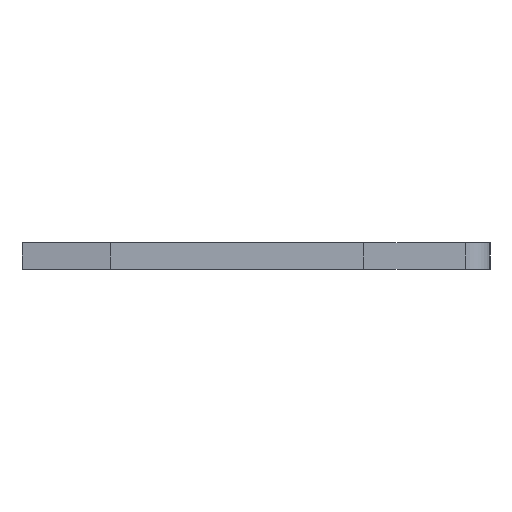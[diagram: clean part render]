
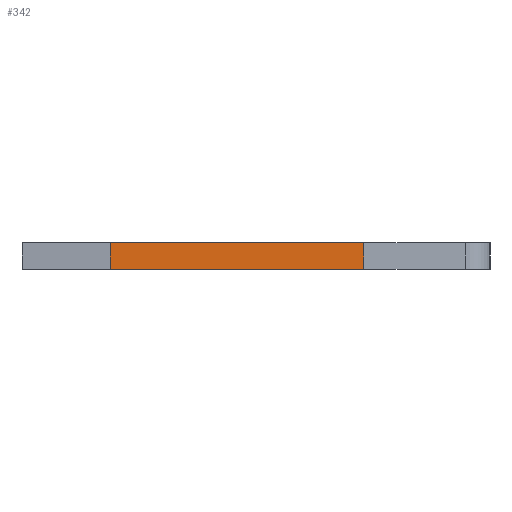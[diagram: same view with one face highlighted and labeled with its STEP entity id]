
A CAD part, left-side view. The second image highlights one B-rep face of the part: STEP entity #342.
In plain terms, the highlighted face is planar.
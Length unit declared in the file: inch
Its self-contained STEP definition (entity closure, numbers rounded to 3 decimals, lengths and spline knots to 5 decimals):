
#6 = EDGE_CURVE ( 'NONE', #1229, #146, #723, .T. ) ;
#14 = VECTOR ( 'NONE', #1050, 39.37008 ) ;
#130 = PLANE ( 'NONE',  #1286 ) ;
#137 = CARTESIAN_POINT ( 'NONE',  ( 0.013, 0.146, -0.0575 ) ) ;
#146 = VERTEX_POINT ( 'NONE', #377 ) ;
#184 = CARTESIAN_POINT ( 'NONE',  ( 0.013, 0.146, -0.0575 ) ) ;
#221 = LINE ( 'NONE', #137, #1124 ) ;
#224 = EDGE_CURVE ( 'NONE', #587, #146, #1192, .T. ) ;
#225 = DIRECTION ( 'NONE',  ( 0., 0., 1. ) ) ;
#275 = CARTESIAN_POINT ( 'NONE',  ( -0.013, 0.146, -0.0575 ) ) ;
#282 = EDGE_LOOP ( 'NONE', ( #786, #555, #1023, #356 ) ) ;
#308 = LINE ( 'NONE', #766, #1141 ) ;
#330 = DIRECTION ( 'NONE',  ( 0., 1., 0. ) ) ;
#342 = ADVANCED_FACE ( 'NONE', ( #702 ), #130, .F. ) ;
#356 = ORIENTED_EDGE ( 'NONE', *, *, #1244, .T. ) ;
#377 = CARTESIAN_POINT ( 'NONE',  ( -0.013, 0.146, -0.0575 ) ) ;
#478 = CARTESIAN_POINT ( 'NONE',  ( 0.013, -0.099, -0.0575 ) ) ;
#555 = ORIENTED_EDGE ( 'NONE', *, *, #224, .F. ) ;
#587 = VERTEX_POINT ( 'NONE', #1208 ) ;
#692 = DIRECTION ( 'NONE',  ( 0., 1., 0. ) ) ;
#702 = FACE_OUTER_BOUND ( 'NONE', #282, .T. ) ;
#723 = LINE ( 'NONE', #275, #1278 ) ;
#766 = CARTESIAN_POINT ( 'NONE',  ( 0.013, -0.099, -0.0575 ) ) ;
#786 = ORIENTED_EDGE ( 'NONE', *, *, #6, .T. ) ;
#833 = CARTESIAN_POINT ( 'NONE',  ( 0.013, 0.146, -0.0575 ) ) ;
#858 = DIRECTION ( 'NONE',  ( 1., 0., 0. ) ) ;
#913 = DIRECTION ( 'NONE',  ( -1., 0., 0. ) ) ;
#1011 = VERTEX_POINT ( 'NONE', #478 ) ;
#1023 = ORIENTED_EDGE ( 'NONE', *, *, #1098, .F. ) ;
#1050 = DIRECTION ( 'NONE',  ( -1., 0., 0. ) ) ;
#1098 = EDGE_CURVE ( 'NONE', #1011, #587, #221, .T. ) ;
#1124 = VECTOR ( 'NONE', #330, 39.37008 ) ;
#1141 = VECTOR ( 'NONE', #913, 39.37008 ) ;
#1192 = LINE ( 'NONE', #184, #14 ) ;
#1208 = CARTESIAN_POINT ( 'NONE',  ( 0.013, 0.146, -0.0575 ) ) ;
#1229 = VERTEX_POINT ( 'NONE', #1354 ) ;
#1244 = EDGE_CURVE ( 'NONE', #1011, #1229, #308, .T. ) ;
#1278 = VECTOR ( 'NONE', #692, 39.37008 ) ;
#1286 = AXIS2_PLACEMENT_3D ( 'NONE', #833, #225, #858 ) ;
#1354 = CARTESIAN_POINT ( 'NONE',  ( -0.013, -0.099, -0.0575 ) ) ;
